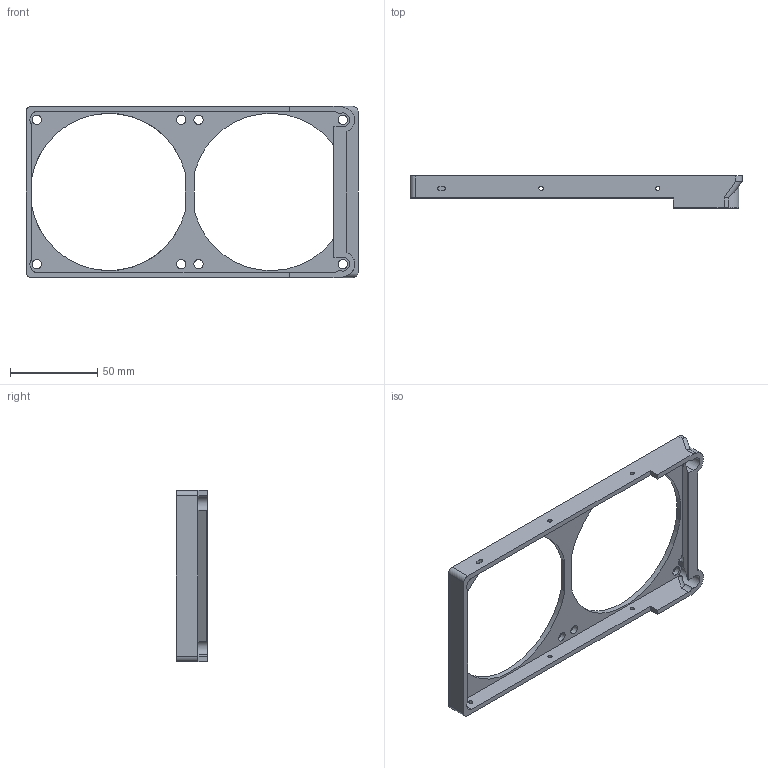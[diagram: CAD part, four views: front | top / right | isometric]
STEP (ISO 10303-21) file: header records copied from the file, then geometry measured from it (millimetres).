
FILE_DESCRIPTION(/* description */ (''),/* implementation_level */ '2;1');
FILE_NAME(/* name */ 'RTX2060-shroud-3D-print.step',/* time_stamp */ '2020-08-01T00:05:10-04:00',/* author */ (''),/* organization */ (''),/* preprocessor_version */ 'ST-DEVELOPER v18.1',/* originating_system */ 'Autodesk Translation Framework v9.3.0.1241',/* authorisation */ '');
FILE_SCHEMA (('AUTOMOTIVE_DESIGN { 1 0 10303 214 3 1 1 }'));
Length unit declared in the file: millimetre
Products named in the file (1): RTX2060-shroud
Bounding box: 190 x 18.2 x 98 mm (x, y, z)
Volume: 37640.9 mm3; surface area: 28526.7 mm2
Topology: 1 solids, 1 shells, 71 faces, 208 edges, 138 vertices
Faces by surface type: cylinder 35, plane 28, bspline 8
Full cylindrical faces by diameter (mm): 2.4 x5, 5.3 x8
Entity records: 2661 total; most frequent: CARTESIAN_POINT 644, ORIENTED_EDGE 416, DIRECTION 408, EDGE_CURVE 208, AXIS2_PLACEMENT_3D 146, VERTEX_POINT 138, LINE 116, VECTOR 116
